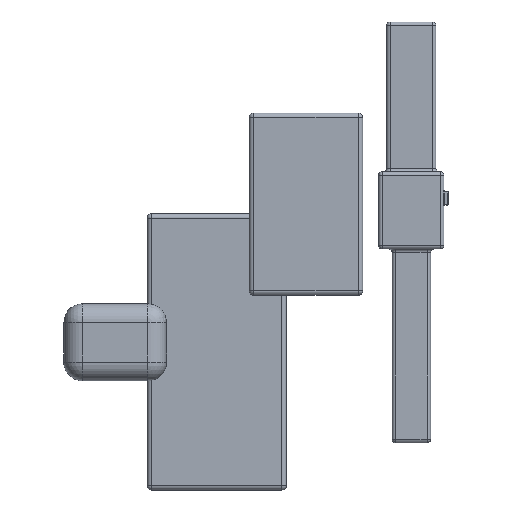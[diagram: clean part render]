
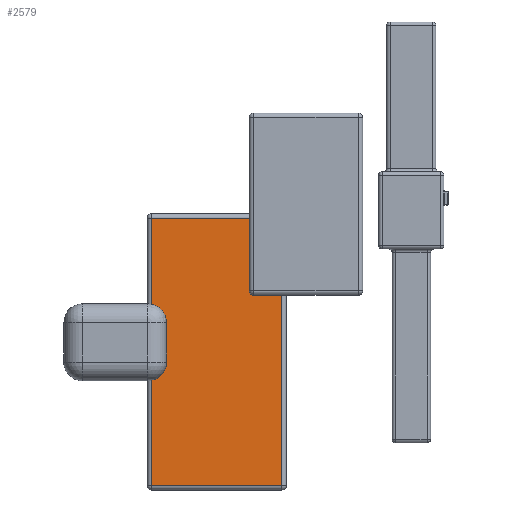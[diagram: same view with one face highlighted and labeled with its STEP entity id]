
A CAD part, top view. The second image highlights one B-rep face of the part: STEP entity #2579.
In plain terms, the highlighted planar face has unit normal (0, 0, 1).
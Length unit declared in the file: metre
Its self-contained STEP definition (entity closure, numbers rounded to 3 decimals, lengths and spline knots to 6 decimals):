
#309=LINE('',#4565,#485);
#310=LINE('',#4568,#486);
#311=LINE('',#4570,#487);
#312=LINE('',#4572,#488);
#485=VECTOR('',#3665,1.);
#486=VECTOR('',#3666,1.);
#487=VECTOR('',#3667,1.);
#488=VECTOR('',#3668,1.);
#1009=ORIENTED_EDGE('',*,*,#1531,.T.);
#1010=ORIENTED_EDGE('',*,*,#1532,.T.);
#1011=ORIENTED_EDGE('',*,*,#1533,.T.);
#1012=ORIENTED_EDGE('',*,*,#1534,.T.);
#1531=EDGE_CURVE('',#1799,#1800,#309,.F.);
#1532=EDGE_CURVE('',#1800,#1801,#310,.T.);
#1533=EDGE_CURVE('',#1801,#1802,#311,.T.);
#1534=EDGE_CURVE('',#1802,#1799,#312,.F.);
#1799=VERTEX_POINT('',#4566);
#1800=VERTEX_POINT('',#4567);
#1801=VERTEX_POINT('',#4569);
#1802=VERTEX_POINT('',#4571);
#2165=EDGE_LOOP('',(#1009,#1010,#1011,#1012));
#2353=FACE_BOUND('',#2165,.T.);
#2452=PLANE('',#2930);
#2579=ADVANCED_FACE('',(#2353),#2452,.T.);
#2930=AXIS2_PLACEMENT_3D('',#4564,#3663,#3664);
#3663=DIRECTION('',(0.,0.,1.));
#3664=DIRECTION('',(1.,0.,0.));
#3665=DIRECTION('',(0.,-1.,0.));
#3666=DIRECTION('',(-1.,0.,0.));
#3667=DIRECTION('',(0.,-1.,0.));
#3668=DIRECTION('',(-1.,0.,0.));
#4564=CARTESIAN_POINT('',(0.,0.,0.0127));
#4565=CARTESIAN_POINT('',(0.038735,0.,0.0127));
#4566=CARTESIAN_POINT('',(0.038735,-0.079375,0.0127));
#4567=CARTESIAN_POINT('',(0.038735,0.079375,0.0127));
#4568=CARTESIAN_POINT('',(-0.041275,0.079375,0.0127));
#4569=CARTESIAN_POINT('',(-0.038735,0.079375,0.0127));
#4570=CARTESIAN_POINT('',(-0.038735,-0.081915,0.0127));
#4571=CARTESIAN_POINT('',(-0.038735,-0.079375,0.0127));
#4572=CARTESIAN_POINT('',(0.,-0.079375,0.0127));
